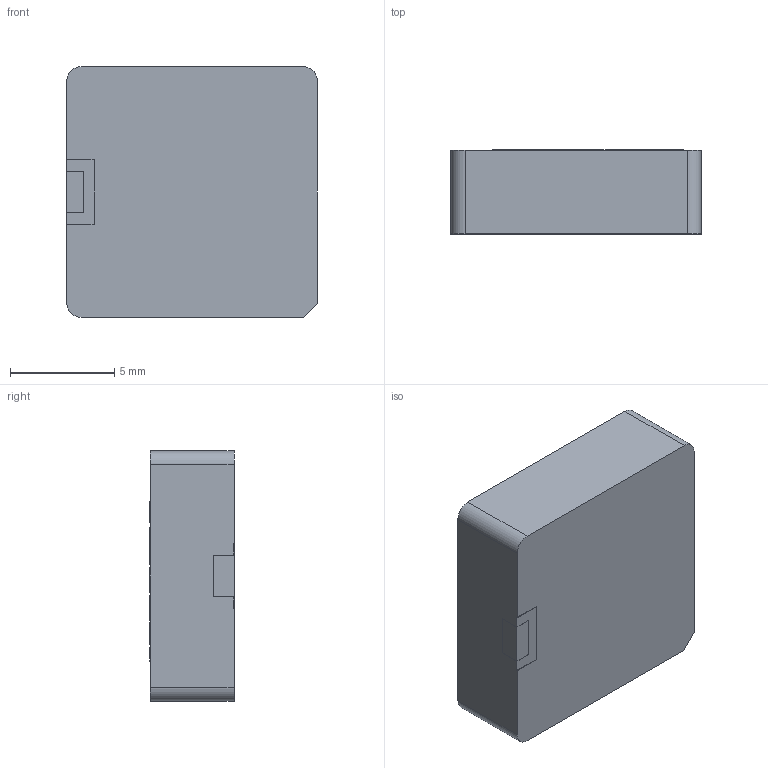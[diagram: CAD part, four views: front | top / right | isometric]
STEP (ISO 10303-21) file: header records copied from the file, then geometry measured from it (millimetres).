
FILE_DESCRIPTION (( 'STEP AP214' ), '1' );
FILE_NAME ('SGGP.12.4.A.02_web.STEP', '2022-03-21T16:19:28', ( '' ), ( '' ), 'SwSTEP 2.0', 'SolidWorks 2018', '' );
FILE_SCHEMA (( 'AUTOMOTIVE_DESIGN' ));
Length unit declared in the file: millimetre
Products named in the file (1): SGGP.12.4.A.02_web
Bounding box: 12.01 x 4.03 x 12 mm (x, y, z)
Volume: 576.2 mm3; surface area: 475.5 mm2
Topology: 1 solids, 1 shells, 223 faces, 597 edges, 398 vertices
Faces by surface type: plane 141, bspline 75, cylinder 7
Entity records: 10354 total; most frequent: CARTESIAN_POINT 4854, ORIENTED_EDGE 1194, DIRECTION 759, EDGE_CURVE 597, LINE 433, VECTOR 433, VERTEX_POINT 398, EDGE_LOOP 245
